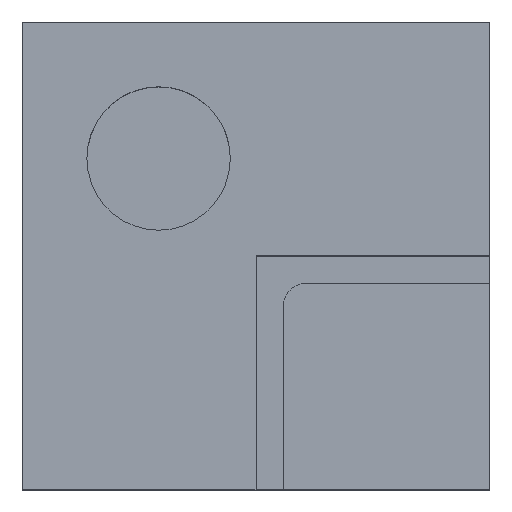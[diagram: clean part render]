
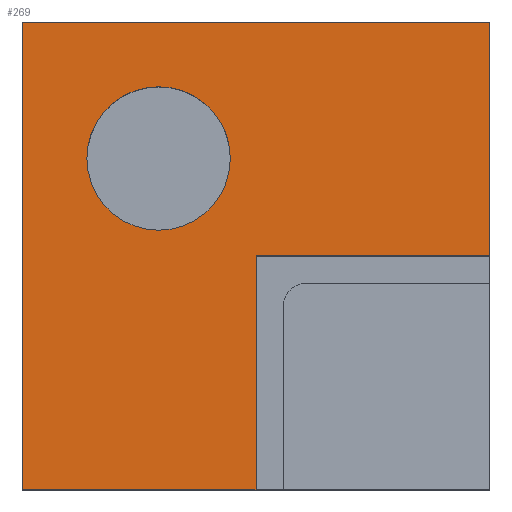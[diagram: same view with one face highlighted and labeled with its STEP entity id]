
A CAD part, top view. The second image highlights one B-rep face of the part: STEP entity #269.
In plain terms, the highlighted planar face has unit normal (0, 0, 1).
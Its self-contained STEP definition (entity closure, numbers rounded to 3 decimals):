
#15=FACE_BOUND('',#52,.T.);
#21=PLANE('',#302);
#36=FACE_OUTER_BOUND('',#51,.T.);
#51=EDGE_LOOP('',(#217,#218,#219,#220,#221,#222));
#52=EDGE_LOOP('',(#223));
#73=LINE('',#421,#105);
#76=LINE('',#427,#108);
#78=LINE('',#432,#110);
#79=LINE('',#434,#111);
#80=LINE('',#435,#112);
#81=LINE('',#436,#113);
#105=VECTOR('',#345,10.);
#108=VECTOR('',#350,10.);
#110=VECTOR('',#354,10.);
#111=VECTOR('',#355,10.);
#112=VECTOR('',#356,10.);
#113=VECTOR('',#357,10.);
#126=CIRCLE('',#298,9.2);
#137=VERTEX_POINT('',#409);
#141=VERTEX_POINT('',#418);
#142=VERTEX_POINT('',#420);
#144=VERTEX_POINT('',#426);
#145=VERTEX_POINT('',#430);
#146=VERTEX_POINT('',#431);
#147=VERTEX_POINT('',#433);
#164=EDGE_CURVE('',#137,#137,#126,.T.);
#169=EDGE_CURVE('',#142,#141,#73,.T.);
#172=EDGE_CURVE('',#144,#142,#76,.T.);
#174=EDGE_CURVE('',#145,#146,#78,.T.);
#175=EDGE_CURVE('',#146,#147,#79,.T.);
#176=EDGE_CURVE('',#147,#144,#80,.T.);
#177=EDGE_CURVE('',#141,#145,#81,.T.);
#217=ORIENTED_EDGE('',*,*,#174,.T.);
#218=ORIENTED_EDGE('',*,*,#175,.T.);
#219=ORIENTED_EDGE('',*,*,#176,.T.);
#220=ORIENTED_EDGE('',*,*,#172,.T.);
#221=ORIENTED_EDGE('',*,*,#169,.T.);
#222=ORIENTED_EDGE('',*,*,#177,.T.);
#223=ORIENTED_EDGE('',*,*,#164,.T.);
#269=ADVANCED_FACE('',(#36,#15),#21,.F.);
#298=AXIS2_PLACEMENT_3D('',#410,#336,#337);
#302=AXIS2_PLACEMENT_3D('',#429,#352,#353);
#336=DIRECTION('center_axis',(0.,0.,-1.));
#337=DIRECTION('ref_axis',(1.,0.,0.));
#345=DIRECTION('',(1.,0.,0.));
#350=DIRECTION('',(0.,1.,0.));
#352=DIRECTION('center_axis',(0.,0.,-1.));
#353=DIRECTION('ref_axis',(1.,0.,0.));
#354=DIRECTION('',(-1.,0.,0.));
#355=DIRECTION('',(0.,-1.,0.));
#356=DIRECTION('',(1.,0.,0.));
#357=DIRECTION('',(0.,1.,0.));
#409=CARTESIAN_POINT('',(-121.694,102.494,-45.));
#410=CARTESIAN_POINT('Origin',(-112.494,102.494,-45.));
#418=CARTESIAN_POINT('',(-70.,90.,-45.));
#420=CARTESIAN_POINT('',(-100.,90.,-45.));
#421=CARTESIAN_POINT('',(-100.,90.,-45.));
#426=CARTESIAN_POINT('',(-100.,60.,-45.));
#427=CARTESIAN_POINT('',(-100.,-160.,-45.));
#429=CARTESIAN_POINT('Origin',(-100.,90.,-45.));
#430=CARTESIAN_POINT('',(-70.,120.,-45.));
#431=CARTESIAN_POINT('',(-130.,120.,-45.));
#432=CARTESIAN_POINT('',(-70.,120.,-45.));
#433=CARTESIAN_POINT('',(-130.,60.,-45.));
#434=CARTESIAN_POINT('',(-130.,120.,-45.));
#435=CARTESIAN_POINT('',(-130.,60.,-45.));
#436=CARTESIAN_POINT('',(-70.,60.,-45.));
